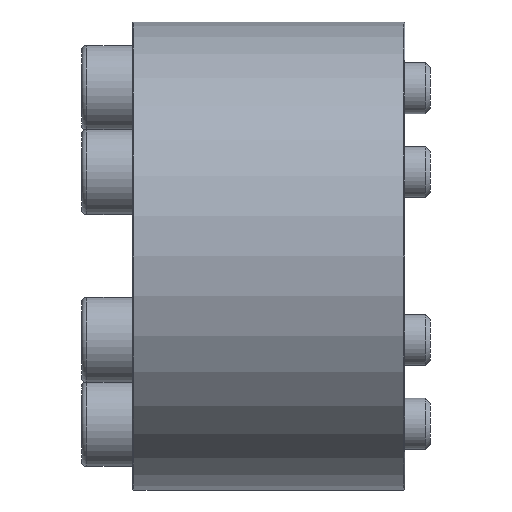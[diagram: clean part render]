
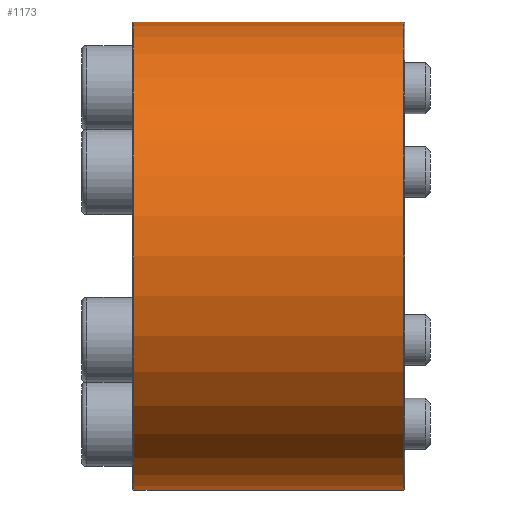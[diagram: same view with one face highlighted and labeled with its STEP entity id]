
A CAD part, front view. The second image highlights one B-rep face of the part: STEP entity #1173.
In plain terms, the highlighted cylindrical face has radius 27.5 mm (diameter 55 mm), a partial arc.
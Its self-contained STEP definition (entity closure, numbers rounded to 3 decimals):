
#28=CYLINDRICAL_SURFACE('',#1373,27.5);
#110=CIRCLE('',#1372,27.5);
#111=CIRCLE('',#1374,27.5);
#221=ORIENTED_EDGE('',*,*,#496,.F.);
#222=ORIENTED_EDGE('',*,*,#497,.T.);
#223=ORIENTED_EDGE('',*,*,#498,.T.);
#224=ORIENTED_EDGE('',*,*,#494,.F.);
#494=EDGE_CURVE('',#628,#629,#110,.T.);
#496=EDGE_CURVE('',#630,#628,#727,.T.);
#497=EDGE_CURVE('',#630,#631,#111,.T.);
#498=EDGE_CURVE('',#631,#629,#728,.T.);
#628=VERTEX_POINT('',#2007);
#629=VERTEX_POINT('',#2009);
#630=VERTEX_POINT('',#2016);
#631=VERTEX_POINT('',#2018);
#727=LINE('',#2015,#769);
#728=LINE('',#2019,#770);
#769=VECTOR('',#1594,1000.);
#770=VECTOR('',#1597,1000.);
#821=EDGE_LOOP('',(#221,#222,#223,#224));
#991=FACE_BOUND('',#821,.T.);
#1173=ADVANCED_FACE('',(#991),#28,.T.);
#1372=AXIS2_PLACEMENT_3D('',#2008,#1590,#1591);
#1373=AXIS2_PLACEMENT_3D('',#2014,#1592,#1593);
#1374=AXIS2_PLACEMENT_3D('',#2017,#1595,#1596);
#1590=DIRECTION('',(1.,0.,0.));
#1591=DIRECTION('',(0.,0.,-1.));
#1592=DIRECTION('',(1.,0.,0.));
#1593=DIRECTION('',(0.,0.,-1.));
#1594=DIRECTION('',(1.,0.,0.));
#1595=DIRECTION('',(1.,0.,0.));
#1596=DIRECTION('',(0.,0.,-1.));
#1597=DIRECTION('',(1.,0.,0.));
#2007=CARTESIAN_POINT('',(15.84,27.494,0.55));
#2008=CARTESIAN_POINT('',(15.84,0.,0.));
#2009=CARTESIAN_POINT('',(15.84,27.494,-0.55));
#2014=CARTESIAN_POINT('',(3.2,0.,0.));
#2015=CARTESIAN_POINT('',(3.2,27.494,0.55));
#2016=CARTESIAN_POINT('',(-15.84,27.494,0.55));
#2017=CARTESIAN_POINT('',(-15.84,0.,0.));
#2018=CARTESIAN_POINT('',(-15.84,27.494,-0.55));
#2019=CARTESIAN_POINT('',(3.2,27.494,-0.55));
